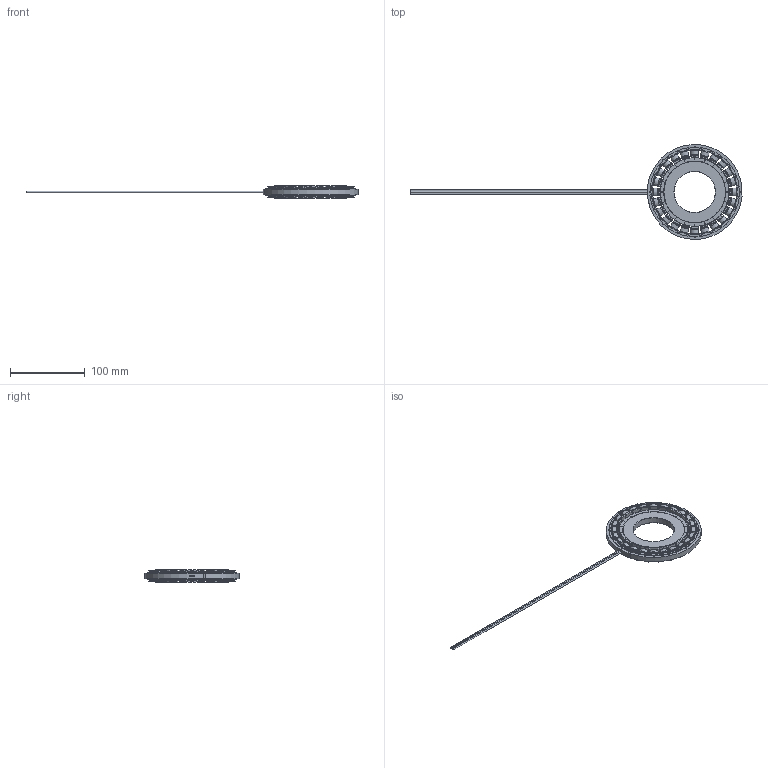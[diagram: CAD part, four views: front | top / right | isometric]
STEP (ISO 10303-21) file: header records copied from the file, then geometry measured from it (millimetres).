
FILE_DESCRIPTION(/* description */ (''),/* implementation_level */ '2;1');
FILE_NAME(/* name */ 'FL127CN007.stp',/* time_stamp */ '2024-05-07T15:58:32-07:00',/* author */ ('Harryle'),/* organization */ (''),/* preprocessor_version */ 'ST-DEVELOPER v19.2',/* originating_system */ 'Autodesk Inventor 2023',/* authorisation */ '');
FILE_SCHEMA (('AUTOMOTIVE_DESIGN { 1 0 10303 214 3 1 1 }'));
Length unit declared in the file: inch
Products named in the file (9): 4611130002277; 4613104200509; 4613102500041; winding_rep; 3 WIRE 18AWG BL54C02; 3698153500033; 4613107300303; 4613106300004; 4693221500025
Assembly tree (32 placements, depth 3):
  4611130002277
    4613104200509
      4613102500041
      winding_rep  x24
      3 WIRE 18AWG BL54C02
      3698153500033  x2
    4613107300303
      4613106300004
      4693221500025
Bounding box: 444.27 x 126.63 x 17.1 mm (x, y, z)
Volume: 86724.9 mm3; surface area: 85039.6 mm2
Topology: 32 solids, 32 shells, 3330 faces, 8930 edges, 5669 vertices
Faces by surface type: plane 1434, cylinder 1316, torus 192, sphere 192, bspline 192, cone 4
Full cylindrical faces by diameter (mm): 1.5 x8, 2.032 x1, 55 x1, 82.474 x1, 82.728 x2, 82.804 x1, 118 x2
Entity records: 51068 total; most frequent: CARTESIAN_POINT 10363, ORIENTED_EDGE 8664, DIRECTION 8460, EDGE_CURVE 4332, LINE 2872, VECTOR 2872, VERTEX_POINT 2860, AXIS2_PLACEMENT_3D 2794
